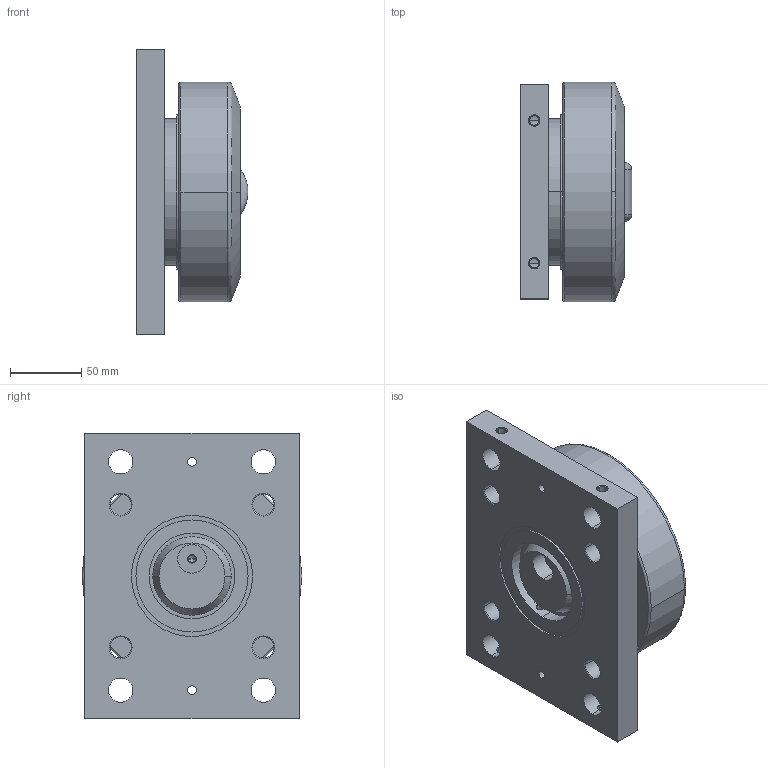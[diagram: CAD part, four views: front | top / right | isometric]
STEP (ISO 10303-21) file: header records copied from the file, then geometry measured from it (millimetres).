
FILE_DESCRIPTION(('STEP AP214'),'1');
FILE_NAME('PR_4_063_AP6-LUB.stp','2016-05-28T11:24:46',('TraceParts'),('TraceParts S.A.'),'Spatial InterOp 3D',' ',' ');
FILE_SCHEMA(('automotive_design'));
Length unit declared in the file: millimetre
Products named in the file (1): 1
Bounding box: 78.5 x 153.8 x 200 mm (x, y, z)
Volume: 1413514.6 mm3; surface area: 130204.3 mm2
Topology: 1 solids, 2 shells, 127 faces, 321 edges, 202 vertices
Faces by surface type: cylinder 56, cone 40, plane 25, torus 6
Entity records: 4407 total; most frequent: CARTESIAN_POINT 1187, DIRECTION 712, ORIENTED_EDGE 638, EDGE_CURVE 319, AXIS2_PLACEMENT_3D 291, VERTEX_POINT 202, EDGE_LOOP 167, CIRCLE 159
